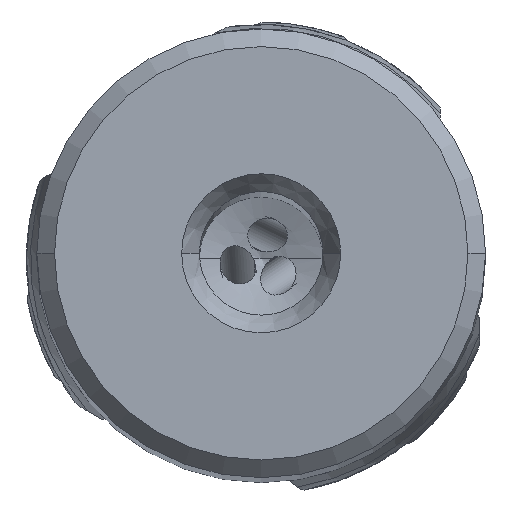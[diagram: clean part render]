
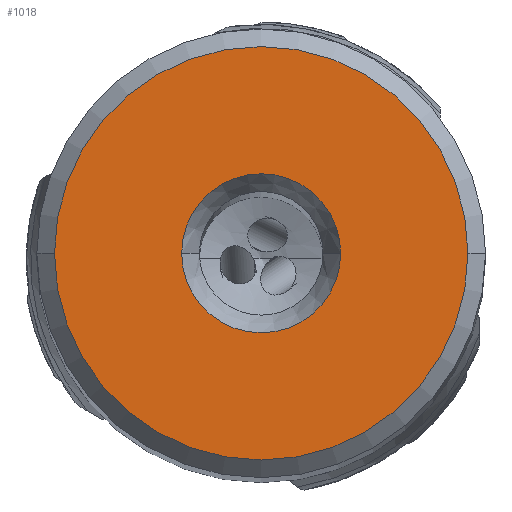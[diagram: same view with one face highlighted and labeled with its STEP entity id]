
A CAD part, top view. The second image highlights one B-rep face of the part: STEP entity #1018.
In plain terms, the highlighted planar face has unit normal (0, 0, 1).
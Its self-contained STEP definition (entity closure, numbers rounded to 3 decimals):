
#134=FACE_BOUND('',#1887,.T.);
#135=FACE_BOUND('',#1888,.T.);
#1018=ADVANCED_FACE('',(#134,#135),#1280,.T.);
#1280=PLANE('',#7739);
#1887=EDGE_LOOP('',(#3991,#3992,#3993));
#1888=EDGE_LOOP('',(#3994,#3995));
#3991=ORIENTED_EDGE('',*,*,#6445,.F.);
#3992=ORIENTED_EDGE('',*,*,#6446,.F.);
#3993=ORIENTED_EDGE('',*,*,#6447,.F.);
#3994=ORIENTED_EDGE('',*,*,#6448,.F.);
#3995=ORIENTED_EDGE('',*,*,#6444,.F.);
#5486=VERTEX_POINT('',#16641);
#5487=VERTEX_POINT('',#16643);
#5488=VERTEX_POINT('',#16647);
#5489=VERTEX_POINT('',#16648);
#5490=VERTEX_POINT('',#16650);
#6444=EDGE_CURVE('',#5487,#5486,#6974,.T.);
#6445=EDGE_CURVE('',#5488,#5489,#6975,.T.);
#6446=EDGE_CURVE('',#5490,#5488,#6976,.T.);
#6447=EDGE_CURVE('',#5489,#5490,#6977,.T.);
#6448=EDGE_CURVE('',#5486,#5487,#6978,.T.);
#6974=CIRCLE('',#7733,4.5);
#6975=CIRCLE('',#7735,11.7);
#6976=CIRCLE('',#7736,11.7);
#6977=CIRCLE('',#7737,11.7);
#6978=CIRCLE('',#7738,4.5);
#7733=AXIS2_PLACEMENT_3D('',#16644,#9175,#9176);
#7735=AXIS2_PLACEMENT_3D('',#16646,#9179,#9180);
#7736=AXIS2_PLACEMENT_3D('',#16649,#9181,#9182);
#7737=AXIS2_PLACEMENT_3D('',#16651,#9183,#9184);
#7738=AXIS2_PLACEMENT_3D('',#16652,#9185,#9186);
#7739=AXIS2_PLACEMENT_3D('',#16653,#9187,#9188);
#9175=DIRECTION('',(0.,0.,1.));
#9176=DIRECTION('',(1.,0.,0.));
#9179=DIRECTION('',(0.,0.,-1.));
#9180=DIRECTION('',(-1.,0.,0.));
#9181=DIRECTION('',(0.,0.,-1.));
#9182=DIRECTION('',(0.,-1.,0.));
#9183=DIRECTION('',(0.,0.,-1.));
#9184=DIRECTION('',(1.,0.,0.));
#9185=DIRECTION('',(0.,0.,1.));
#9186=DIRECTION('',(-1.,0.,0.));
#9187=DIRECTION('',(0.,0.,1.));
#9188=DIRECTION('',(-1.,0.,0.));
#16641=CARTESIAN_POINT('',(-4.5,0.,0.));
#16643=CARTESIAN_POINT('',(4.5,0.,0.));
#16644=CARTESIAN_POINT('',(0.,0.,0.));
#16646=CARTESIAN_POINT('',(0.,0.,0.));
#16647=CARTESIAN_POINT('',(-11.7,0.,0.));
#16648=CARTESIAN_POINT('',(11.7,0.,0.));
#16649=CARTESIAN_POINT('',(0.,0.,0.));
#16650=CARTESIAN_POINT('',(0.,-11.7,0.));
#16651=CARTESIAN_POINT('',(0.,0.,0.));
#16652=CARTESIAN_POINT('',(0.,0.,0.));
#16653=CARTESIAN_POINT('',(0.,0.,0.));
